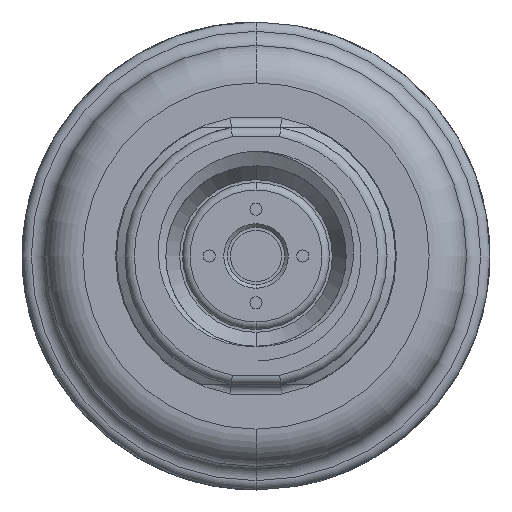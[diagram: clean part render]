
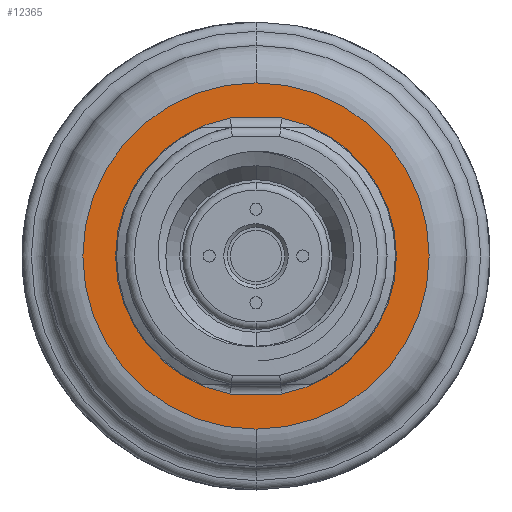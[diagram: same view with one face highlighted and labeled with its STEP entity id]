
A CAD part, front view. The second image highlights one B-rep face of the part: STEP entity #12365.
In plain terms, the highlighted planar face has unit normal (0, -1, 0).
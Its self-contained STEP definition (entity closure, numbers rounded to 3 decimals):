
#2743=CARTESIAN_POINT('',(0.,-102.8,0.));
#2744=DIRECTION('',(0.,-1.,0.));
#2745=DIRECTION('',(0.,0.,-1.));
#2746=AXIS2_PLACEMENT_3D('',#2743,#2744,#2745);
#2748=CARTESIAN_POINT('',(0.,-102.8,0.));
#2749=DIRECTION('',(0.,-1.,0.));
#2750=DIRECTION('',(0.,0.,1.));
#2751=AXIS2_PLACEMENT_3D('',#2748,#2749,#2750);
#2753=CARTESIAN_POINT('',(0.,-102.8,0.));
#2754=DIRECTION('',(0.,-1.,0.));
#2755=DIRECTION('',(-0.182,0.,0.983));
#2756=AXIS2_PLACEMENT_3D('',#2753,#2754,#2755);
#2758=DIRECTION('',(1.,0.,0.));
#2759=VECTOR('',#2758,5.454);
#2760=CARTESIAN_POINT('',(-2.727,-102.8,-14.75));
#2761=LINE('',#2760,#2759);
#2762=CARTESIAN_POINT('',(0.,-102.8,0.));
#2763=DIRECTION('',(0.,-1.,0.));
#2764=DIRECTION('',(0.182,0.,-0.983));
#2765=AXIS2_PLACEMENT_3D('',#2762,#2763,#2764);
#2767=DIRECTION('',(-1.,0.,0.));
#2768=VECTOR('',#2767,5.454);
#2769=CARTESIAN_POINT('',(2.727,-102.8,14.75));
#2770=LINE('',#2769,#2768);
#6470=CARTESIAN_POINT('',(-2.727,-102.8,14.75));
#6471=CARTESIAN_POINT('',(-2.727,-102.8,-14.75));
#6472=VERTEX_POINT('',#6470);
#6473=VERTEX_POINT('',#6471);
#6478=CARTESIAN_POINT('',(2.727,-102.8,-14.75));
#6479=CARTESIAN_POINT('',(2.727,-102.8,14.75));
#6480=VERTEX_POINT('',#6478);
#6481=VERTEX_POINT('',#6479);
#6722=CARTESIAN_POINT('',(0.,-102.8,-18.5));
#6723=CARTESIAN_POINT('',(0.,-102.8,18.5));
#6724=VERTEX_POINT('',#6722);
#6725=VERTEX_POINT('',#6723);
#12345=CARTESIAN_POINT('',(0.,-102.8,0.));
#12346=DIRECTION('',(0.,-1.,0.));
#12347=DIRECTION('',(0.,0.,1.));
#12348=AXIS2_PLACEMENT_3D('',#12345,#12346,#12347);
#12349=PLANE('',#12348);
#12350=ORIENTED_EDGE('',*,*,#12335,.F.);
#12352=ORIENTED_EDGE('',*,*,#12351,.F.);
#12353=EDGE_LOOP('',(#12350,#12352));
#12354=FACE_OUTER_BOUND('',#12353,.F.);
#12356=ORIENTED_EDGE('',*,*,#12355,.T.);
#12358=ORIENTED_EDGE('',*,*,#12357,.T.);
#12360=ORIENTED_EDGE('',*,*,#12359,.T.);
#12362=ORIENTED_EDGE('',*,*,#12361,.T.);
#12363=EDGE_LOOP('',(#12356,#12358,#12360,#12362));
#12364=FACE_BOUND('',#12363,.F.);
#12365=ADVANCED_FACE('',(#12354,#12364),#12349,.T.);
#2747=CIRCLE('',#2746,18.5);
#2752=CIRCLE('',#2751,18.5);
#2757=CIRCLE('',#2756,15.);
#2766=CIRCLE('',#2765,15.);
#12335=EDGE_CURVE('',#6724,#6725,#2747,.T.);
#12351=EDGE_CURVE('',#6725,#6724,#2752,.T.);
#12355=EDGE_CURVE('',#6472,#6473,#2757,.T.);
#12357=EDGE_CURVE('',#6473,#6480,#2761,.T.);
#12359=EDGE_CURVE('',#6480,#6481,#2766,.T.);
#12361=EDGE_CURVE('',#6481,#6472,#2770,.T.);
